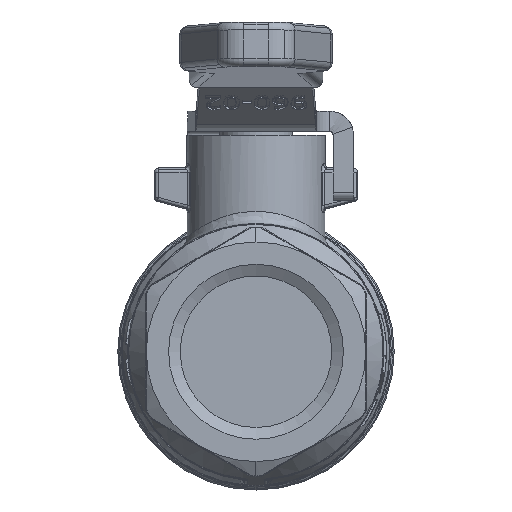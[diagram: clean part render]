
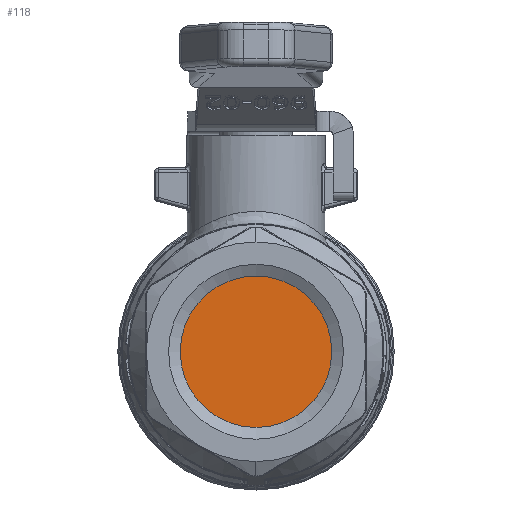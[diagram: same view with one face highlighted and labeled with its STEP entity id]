
A CAD part, left-side view. The second image highlights one B-rep face of the part: STEP entity #118.
In plain terms, the highlighted planar face has unit normal (-1, 0, 0).
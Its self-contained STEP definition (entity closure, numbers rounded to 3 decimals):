
#93=CARTESIAN_POINT('',(-17.144,0.,-11.587));
#94=DIRECTION('',(-1.,0.,0.));
#95=DIRECTION('',(-0.,-0.,1.));
#96=AXIS2_PLACEMENT_3D('',#93,#94,#95);
#97=PLANE('',#96);
#98=CARTESIAN_POINT('',(-17.144,-0.,9.316));
#99=VERTEX_POINT('',#98);
#100=CARTESIAN_POINT('',(-17.144,-0.,-9.316));
#101=VERTEX_POINT('',#100);
#102=CARTESIAN_POINT('',(-17.144,-0.,-0.));
#103=DIRECTION('',(1.,-0.,0.));
#104=DIRECTION('',(0.,0.,-1.));
#105=AXIS2_PLACEMENT_3D('',#102,#103,#104);
#106=CIRCLE('',#105,9.316);
#107=EDGE_CURVE('',#99,#101,#106,.T.);
#108=ORIENTED_EDGE('',*,*,#107,.F.);
#109=CARTESIAN_POINT('',(-17.144,-0.,-0.));
#110=DIRECTION('',(1.,-0.,0.));
#111=DIRECTION('',(0.,0.,-1.));
#112=AXIS2_PLACEMENT_3D('',#109,#110,#111);
#113=CIRCLE('',#112,9.316);
#114=EDGE_CURVE('',#101,#99,#113,.T.);
#115=ORIENTED_EDGE('',*,*,#114,.F.);
#116=EDGE_LOOP('',(#108,#115));
#117=FACE_BOUND('',#116,.T.);
#118=ADVANCED_FACE('',(#117),#97,.T.);
